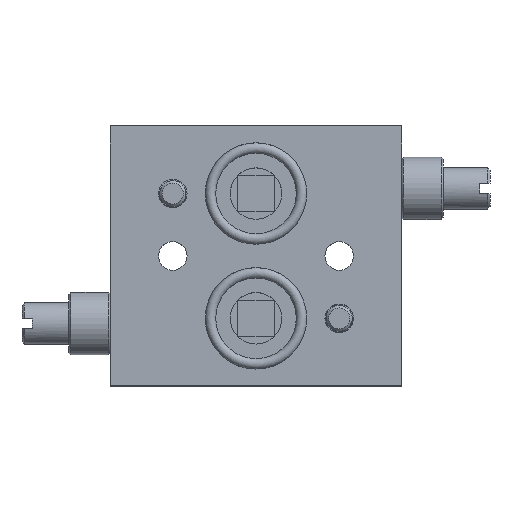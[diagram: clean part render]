
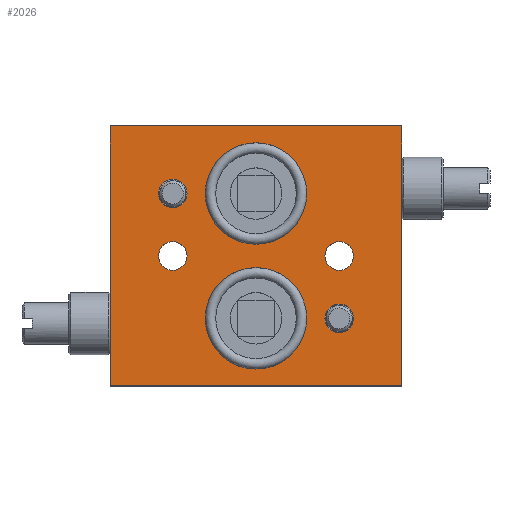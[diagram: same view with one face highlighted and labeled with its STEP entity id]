
A CAD part, top view. The second image highlights one B-rep face of the part: STEP entity #2026.
In plain terms, the highlighted planar face has unit normal (0, 0, 1).
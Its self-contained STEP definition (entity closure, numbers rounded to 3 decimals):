
#54=LINE('',#2939,#142);
#58=LINE('',#2947,#146);
#61=LINE('',#2955,#149);
#63=LINE('',#2958,#151);
#142=VECTOR('',#2404,1000.);
#146=VECTOR('',#2410,1000.);
#149=VECTOR('',#2417,1000.);
#151=VECTOR('',#2421,1000.);
#232=PLANE('',#2171);
#376=ORIENTED_EDGE('',*,*,#766,.T.);
#377=ORIENTED_EDGE('',*,*,#767,.T.);
#378=ORIENTED_EDGE('',*,*,#768,.T.);
#379=ORIENTED_EDGE('',*,*,#769,.T.);
#380=ORIENTED_EDGE('',*,*,#770,.F.);
#381=ORIENTED_EDGE('',*,*,#771,.F.);
#382=ORIENTED_EDGE('',*,*,#755,.T.);
#383=ORIENTED_EDGE('',*,*,#759,.T.);
#384=ORIENTED_EDGE('',*,*,#763,.T.);
#385=ORIENTED_EDGE('',*,*,#765,.T.);
#755=EDGE_CURVE('',#952,#951,#54,.T.);
#759=EDGE_CURVE('',#951,#954,#58,.T.);
#763=EDGE_CURVE('',#954,#957,#61,.T.);
#765=EDGE_CURVE('',#957,#952,#63,.T.);
#766=EDGE_CURVE('',#958,#958,#1086,.T.);
#767=EDGE_CURVE('',#959,#959,#1087,.T.);
#768=EDGE_CURVE('',#960,#960,#1088,.T.);
#769=EDGE_CURVE('',#961,#961,#1089,.T.);
#770=EDGE_CURVE('',#962,#962,#1090,.T.);
#771=EDGE_CURVE('',#963,#963,#1091,.T.);
#951=VERTEX_POINT('',#2938);
#952=VERTEX_POINT('',#2940);
#954=VERTEX_POINT('',#2946);
#957=VERTEX_POINT('',#2954);
#958=VERTEX_POINT('',#2961);
#959=VERTEX_POINT('',#2963);
#960=VERTEX_POINT('',#2965);
#961=VERTEX_POINT('',#2967);
#962=VERTEX_POINT('',#2969);
#963=VERTEX_POINT('',#2971);
#1086=CIRCLE('',#2172,2.75);
#1087=CIRCLE('',#2173,2.75);
#1088=CIRCLE('',#2174,2.75);
#1089=CIRCLE('',#2175,2.75);
#1090=CIRCLE('',#2176,9.76);
#1091=CIRCLE('',#2177,9.76);
#1180=EDGE_LOOP('',(#376));
#1181=EDGE_LOOP('',(#377));
#1182=EDGE_LOOP('',(#378));
#1183=EDGE_LOOP('',(#379));
#1184=EDGE_LOOP('',(#380));
#1185=EDGE_LOOP('',(#381));
#1186=EDGE_LOOP('',(#382,#383,#384,#385));
#1362=FACE_BOUND('',#1180,.T.);
#1363=FACE_BOUND('',#1181,.T.);
#1364=FACE_BOUND('',#1182,.T.);
#1365=FACE_BOUND('',#1183,.T.);
#1366=FACE_BOUND('',#1184,.T.);
#1367=FACE_BOUND('',#1185,.T.);
#1368=FACE_BOUND('',#1186,.T.);
#2026=ADVANCED_FACE('',(#1362,#1363,#1364,#1365,#1366,#1367,#1368),#232,
 .T.);
#2171=AXIS2_PLACEMENT_3D('',#2959,#2422,#2423);
#2172=AXIS2_PLACEMENT_3D('',#2960,#2424,#2425);
#2173=AXIS2_PLACEMENT_3D('',#2962,#2426,#2427);
#2174=AXIS2_PLACEMENT_3D('',#2964,#2428,#2429);
#2175=AXIS2_PLACEMENT_3D('',#2966,#2430,#2431);
#2176=AXIS2_PLACEMENT_3D('',#2968,#2432,#2433);
#2177=AXIS2_PLACEMENT_3D('',#2970,#2434,#2435);
#2404=DIRECTION('',(0.,-1.,0.));
#2410=DIRECTION('',(1.,0.,0.));
#2417=DIRECTION('',(0.,1.,0.));
#2421=DIRECTION('',(-1.,0.,0.));
#2422=DIRECTION('',(0.,0.,1.));
#2423=DIRECTION('',(1.,0.,0.));
#2424=DIRECTION('',(0.,0.,-1.));
#2425=DIRECTION('',(-1.,0.,0.));
#2426=DIRECTION('',(0.,0.,-1.));
#2427=DIRECTION('',(-1.,0.,0.));
#2428=DIRECTION('',(0.,0.,-1.));
#2429=DIRECTION('',(-1.,0.,0.));
#2430=DIRECTION('',(0.,0.,-1.));
#2431=DIRECTION('',(-1.,0.,0.));
#2432=DIRECTION('',(0.,0.,1.));
#2433=DIRECTION('',(1.,0.,0.));
#2434=DIRECTION('',(0.,0.,1.));
#2435=DIRECTION('',(1.,0.,0.));
#2938=CARTESIAN_POINT('',(-28.,-25.,7.5));
#2939=CARTESIAN_POINT('',(-28.,25.,7.5));
#2940=CARTESIAN_POINT('',(-28.,25.,7.5));
#2946=CARTESIAN_POINT('',(28.,-25.,7.5));
#2947=CARTESIAN_POINT('',(-28.,-25.,7.5));
#2954=CARTESIAN_POINT('',(28.,25.,7.5));
#2955=CARTESIAN_POINT('',(28.,-25.,7.5));
#2958=CARTESIAN_POINT('',(28.,25.,7.5));
#2959=CARTESIAN_POINT('',(0.,0.,7.5));
#2960=CARTESIAN_POINT('',(-16.,12.,7.5));
#2961=CARTESIAN_POINT('',(-18.75,12.,7.5));
#2962=CARTESIAN_POINT('',(-16.,0.,7.5));
#2963=CARTESIAN_POINT('',(-18.75,0.,7.5));
#2964=CARTESIAN_POINT('',(16.,-12.,7.5));
#2965=CARTESIAN_POINT('',(13.25,-12.,7.5));
#2966=CARTESIAN_POINT('',(16.,0.,7.5));
#2967=CARTESIAN_POINT('',(13.25,0.,7.5));
#2968=CARTESIAN_POINT('',(0.,-12.,7.5));
#2969=CARTESIAN_POINT('',(9.76,-12.,7.5));
#2970=CARTESIAN_POINT('',(0.,12.,7.5));
#2971=CARTESIAN_POINT('',(9.76,12.,7.5));
